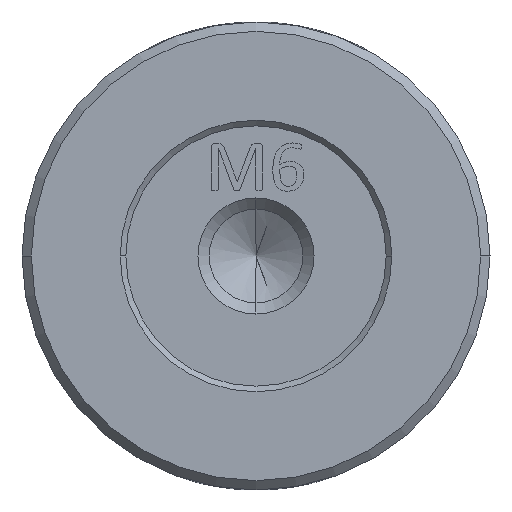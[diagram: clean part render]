
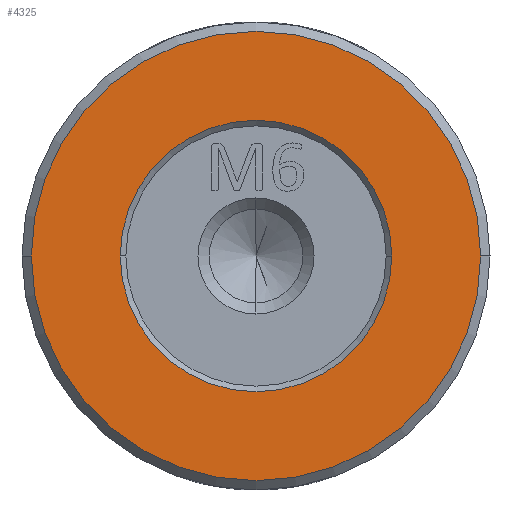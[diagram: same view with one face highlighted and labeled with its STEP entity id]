
A CAD part, left-side view. The second image highlights one B-rep face of the part: STEP entity #4325.
In plain terms, the highlighted planar face has unit normal (-1, 0, 0).
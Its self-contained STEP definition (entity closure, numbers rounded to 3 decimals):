
#81 = ORIENTED_EDGE ( 'NONE', *, *, #8957, .T. ) ;
#86 = CARTESIAN_POINT ( 'NONE',  ( -130.434, -1.144, 0. ) ) ;
#719 = EDGE_CURVE ( 'NONE', #9600, #10634, #4376, .T. ) ;
#1386 = CARTESIAN_POINT ( 'NONE',  ( -130.434, 10.856, 0. ) ) ;
#1855 = DIRECTION ( 'NONE',  ( 0., -1., 0. ) ) ;
#1966 = CARTESIAN_POINT ( 'NONE',  ( -130.434, -13.144, 0. ) ) ;
#2297 = CIRCLE ( 'NONE', #4052, 7.25 ) ;
#2340 = DIRECTION ( 'NONE',  ( -1., 0., 0. ) ) ;
#3598 = VERTEX_POINT ( 'NONE', #6177 ) ;
#3728 = AXIS2_PLACEMENT_3D ( 'NONE', #6228, #9128, #1855 ) ;
#3945 = AXIS2_PLACEMENT_3D ( 'NONE', #8006, #12190, #10125 ) ;
#4052 = AXIS2_PLACEMENT_3D ( 'NONE', #5768, #8656, #6725 ) ;
#4325 = ADVANCED_FACE ( 'NONE', ( #12119, #13282 ), #10057, .T. ) ;
#4376 = CIRCLE ( 'NONE', #3728, 12. ) ;
#5741 = ORIENTED_EDGE ( 'NONE', *, *, #6883, .T. ) ;
#5768 = CARTESIAN_POINT ( 'NONE',  ( -130.434, -1.144, 0. ) ) ;
#6177 = CARTESIAN_POINT ( 'NONE',  ( -130.434, 6.106, 0. ) ) ;
#6187 = CIRCLE ( 'NONE', #7498, 7.25 ) ;
#6228 = CARTESIAN_POINT ( 'NONE',  ( -130.434, -1.144, 0. ) ) ;
#6504 = DIRECTION ( 'NONE',  ( 0., -1., 0. ) ) ;
#6725 = DIRECTION ( 'NONE',  ( 0., -1., 0. ) ) ;
#6881 = AXIS2_PLACEMENT_3D ( 'NONE', #86, #2340, #6504 ) ;
#6883 = EDGE_CURVE ( 'NONE', #3598, #13019, #6187, .T. ) ;
#7498 = AXIS2_PLACEMENT_3D ( 'NONE', #10423, #8230, #9395 ) ;
#8006 = CARTESIAN_POINT ( 'NONE',  ( -130.434, -1.144, 0. ) ) ;
#8230 = DIRECTION ( 'NONE',  ( 1., 0., 0. ) ) ;
#8232 = EDGE_LOOP ( 'NONE', ( #9603, #5741 ) ) ;
#8656 = DIRECTION ( 'NONE',  ( 1., 0., 0. ) ) ;
#8775 = EDGE_LOOP ( 'NONE', ( #81, #9596 ) ) ;
#8957 = EDGE_CURVE ( 'NONE', #10634, #9600, #10835, .T. ) ;
#9128 = DIRECTION ( 'NONE',  ( -1., 0., 0. ) ) ;
#9395 = DIRECTION ( 'NONE',  ( 0., -1., 0. ) ) ;
#9596 = ORIENTED_EDGE ( 'NONE', *, *, #719, .T. ) ;
#9600 = VERTEX_POINT ( 'NONE', #1966 ) ;
#9603 = ORIENTED_EDGE ( 'NONE', *, *, #10029, .T. ) ;
#10029 = EDGE_CURVE ( 'NONE', #13019, #3598, #2297, .T. ) ;
#10057 = PLANE ( 'NONE',  #3945 ) ;
#10125 = DIRECTION ( 'NONE',  ( 0., 1., 0. ) ) ;
#10423 = CARTESIAN_POINT ( 'NONE',  ( -130.434, -1.144, 0. ) ) ;
#10634 = VERTEX_POINT ( 'NONE', #1386 ) ;
#10835 = CIRCLE ( 'NONE', #6881, 12. ) ;
#11322 = CARTESIAN_POINT ( 'NONE',  ( -130.434, -8.394, 0. ) ) ;
#12119 = FACE_BOUND ( 'NONE', #8232, .T. ) ;
#12190 = DIRECTION ( 'NONE',  ( -1., 0., 0. ) ) ;
#13019 = VERTEX_POINT ( 'NONE', #11322 ) ;
#13282 = FACE_OUTER_BOUND ( 'NONE', #8775, .T. ) ;
